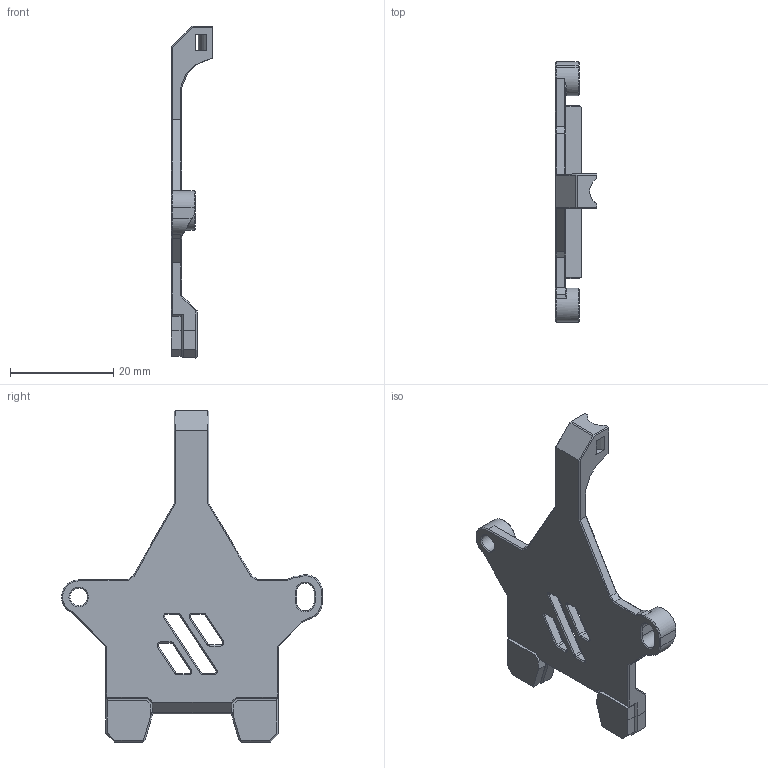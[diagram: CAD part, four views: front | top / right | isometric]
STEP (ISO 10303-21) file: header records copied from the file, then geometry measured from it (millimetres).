
FILE_DESCRIPTION(/* description */ (''),/* implementation_level */ '2;1');
FILE_NAME(/* name */ 'Strain Relief Plate ebb36 (1).step',/* time_stamp */ '2023-11-22T11:39:48+01:00',/* author */ (''),/* organization */ (''),/* preprocessor_version */ 'ST-DEVELOPER v20',/* originating_system */ 'Autodesk Translation Framework v12.14.0.127',/* authorisation */ '');
FILE_SCHEMA (('AUTOMOTIVE_DESIGN { 1 0 10303 214 3 1 1 }'));
Length unit declared in the file: millimetre
Products named in the file (1): Strain Relief Plate ebb36 (1)
Bounding box: 8 x 50.44 x 64.23 mm (x, y, z)
Volume: 3648.5 mm3; surface area: 4121.7 mm2
Topology: 3 solids, 3 shells, 261 faces, 645 edges, 389 vertices
Faces by surface type: plane 195, cone 42, cylinder 24
Full cylindrical faces by diameter (mm): 3.4 x3
Entity records: 7570 total; most frequent: CARTESIAN_POINT 1317, ORIENTED_EDGE 1290, DIRECTION 1262, EDGE_CURVE 645, LINE 536, VECTOR 536, VERTEX_POINT 389, AXIS2_PLACEMENT_3D 363
